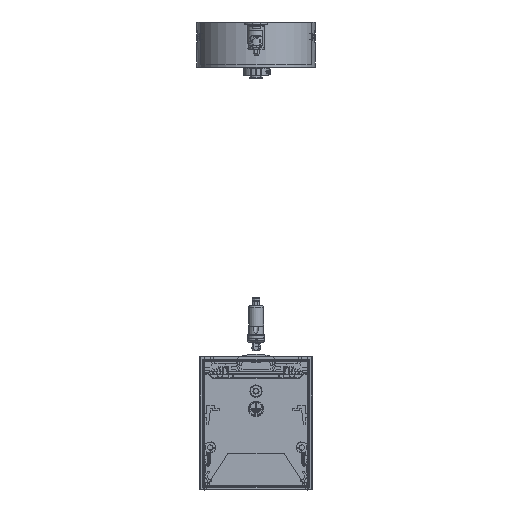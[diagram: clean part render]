
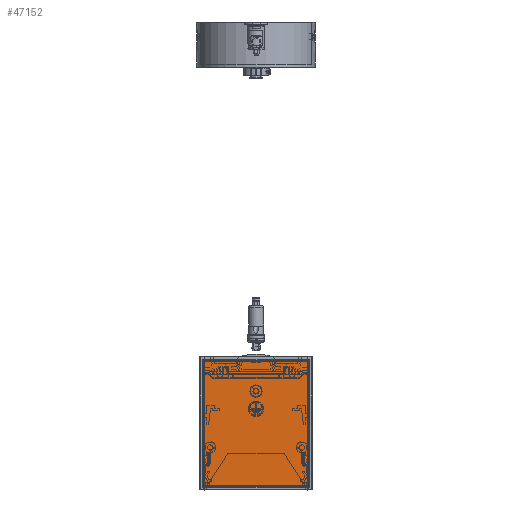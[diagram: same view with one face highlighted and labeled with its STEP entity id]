
A CAD part, front view. The second image highlights one B-rep face of the part: STEP entity #47152.
In plain terms, the highlighted planar face has unit normal (0, -1, 0).
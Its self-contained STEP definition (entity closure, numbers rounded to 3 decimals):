
#4039=CIRCLE('',#51282,0.001);
#4044=CIRCLE('',#51288,0.001);
#4266=CIRCLE('',#51762,0.001);
#4270=CIRCLE('',#51767,0.001);
#6521=FACE_OUTER_BOUND('',#9138,.T.);
#9138=EDGE_LOOP('',(#37273,#37274,#37275,#37276,#37277,#37278,#37279,#37280));
#12301=LINE('',#81368,#15585);
#12561=LINE('',#84389,#15845);
#12563=LINE('',#84426,#15847);
#12565=LINE('',#84459,#15849);
#15585=VECTOR('',#61853,10.);
#15845=VECTOR('',#63057,10.);
#15847=VECTOR('',#63071,10.);
#15849=VECTOR('',#63081,10.);
#20208=VERTEX_POINT('',#81356);
#20210=VERTEX_POINT('',#81359);
#20212=VERTEX_POINT('',#81365);
#20214=VERTEX_POINT('',#81395);
#20530=VERTEX_POINT('',#84388);
#20531=VERTEX_POINT('',#84416);
#20533=VERTEX_POINT('',#84422);
#20535=VERTEX_POINT('',#84452);
#25845=EDGE_CURVE('',#20210,#20208,#4039,.T.);
#25849=EDGE_CURVE('',#20208,#20212,#12301,.T.);
#25852=EDGE_CURVE('',#20212,#20214,#4044,.T.);
#26441=EDGE_CURVE('',#20210,#20530,#12561,.T.);
#26445=EDGE_CURVE('',#20530,#20531,#4266,.T.);
#26448=EDGE_CURVE('',#20531,#20533,#12563,.T.);
#26451=EDGE_CURVE('',#20533,#20535,#4270,.T.);
#26453=EDGE_CURVE('',#20535,#20214,#12565,.T.);
#37273=ORIENTED_EDGE('',*,*,#26453,.F.);
#37274=ORIENTED_EDGE('',*,*,#26451,.F.);
#37275=ORIENTED_EDGE('',*,*,#26448,.F.);
#37276=ORIENTED_EDGE('',*,*,#26445,.F.);
#37277=ORIENTED_EDGE('',*,*,#26441,.F.);
#37278=ORIENTED_EDGE('',*,*,#25845,.T.);
#37279=ORIENTED_EDGE('',*,*,#25849,.T.);
#37280=ORIENTED_EDGE('',*,*,#25852,.T.);
#42588=PLANE('',#51772);
#47152=ADVANCED_FACE('',(#6521),#42588,.F.);
#51282=AXIS2_PLACEMENT_3D('',#81360,#61843,#61844);
#51288=AXIS2_PLACEMENT_3D('',#81398,#61857,#61858);
#51762=AXIS2_PLACEMENT_3D('',#84420,#63064,#63065);
#51767=AXIS2_PLACEMENT_3D('',#84456,#63076,#63077);
#51772=AXIS2_PLACEMENT_3D('',#84466,#63091,#63092);
#61843=DIRECTION('center_axis',(0.,-1.,0.));
#61844=DIRECTION('ref_axis',(0.707,0.,-0.707));
#61853=DIRECTION('',(0.,0.,1.));
#61857=DIRECTION('center_axis',(0.,-1.,0.));
#61858=DIRECTION('ref_axis',(0.707,0.,0.707));
#63057=DIRECTION('',(-1.,0.,0.));
#63064=DIRECTION('center_axis',(0.,1.,0.));
#63065=DIRECTION('ref_axis',(-0.707,0.,-0.707));
#63071=DIRECTION('',(0.,0.,1.));
#63076=DIRECTION('center_axis',(0.,1.,0.));
#63077=DIRECTION('ref_axis',(-0.707,0.,0.707));
#63081=DIRECTION('',(1.,0.,0.));
#63091=DIRECTION('center_axis',(0.,1.,0.));
#63092=DIRECTION('ref_axis',(1.,0.,0.));
#81356=CARTESIAN_POINT('',(35.008,-2110.,-77.507));
#81359=CARTESIAN_POINT('',(35.007,-2110.,-77.508));
#81360=CARTESIAN_POINT('Origin',(35.007,-2110.,-77.507));
#81365=CARTESIAN_POINT('',(35.008,-2110.,6.507));
#81368=CARTESIAN_POINT('',(35.008,-2110.,-14.4));
#81395=CARTESIAN_POINT('',(35.007,-2110.,6.508));
#81398=CARTESIAN_POINT('Origin',(35.007,-2110.,6.507));
#84388=CARTESIAN_POINT('',(-35.007,-2110.,-77.508));
#84389=CARTESIAN_POINT('',(-17.6,-2110.,-77.508));
#84416=CARTESIAN_POINT('',(-35.008,-2110.,-77.507));
#84420=CARTESIAN_POINT('Origin',(-35.007,-2110.,-77.507));
#84422=CARTESIAN_POINT('',(-35.008,-2110.,6.507));
#84426=CARTESIAN_POINT('',(-35.008,-2110.,-14.4));
#84452=CARTESIAN_POINT('',(-35.007,-2110.,6.508));
#84456=CARTESIAN_POINT('Origin',(-35.007,-2110.,6.507));
#84459=CARTESIAN_POINT('',(17.6,-2110.,6.508));
#84466=CARTESIAN_POINT('Origin',(0.,-2110.,-35.5));
